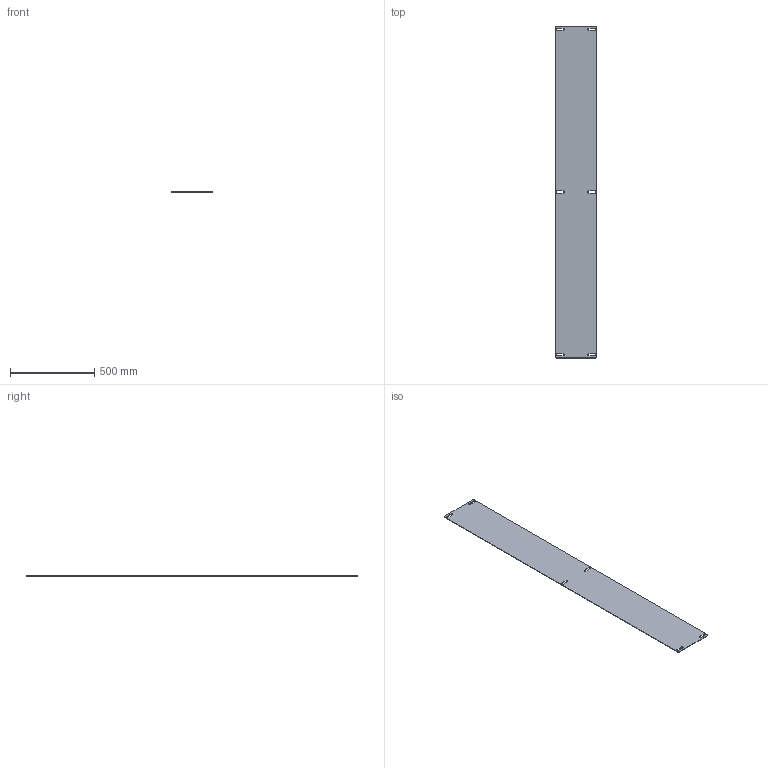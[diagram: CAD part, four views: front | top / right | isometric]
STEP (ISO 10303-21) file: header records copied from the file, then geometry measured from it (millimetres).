
FILE_DESCRIPTION (( 'STEP AP214' ), '1' );
FILE_NAME ('SCE-90FPGALV.STEP', '2024-04-11T15:46:45', ( '' ), ( '' ), 'SwSTEP 2.0', 'SolidWorks 2023', '' );
FILE_SCHEMA (( 'AUTOMOTIVE_DESIGN' ));
Length unit declared in the file: inch
Products named in the file (1): SCE-90FPGALV
Bounding box: 247.65 x 1973.26 x 3.17 mm (x, y, z)
Volume: 1539813.3 mm3; surface area: 986241 mm2
Topology: 1 solids, 1 shells, 46 faces, 132 edges, 88 vertices
Faces by surface type: plane 30, cylinder 16
Entity records: 1559 total; most frequent: CARTESIAN_POINT 267, ORIENTED_EDGE 264, DIRECTION 258, EDGE_CURVE 132, LINE 100, VECTOR 100, VERTEX_POINT 88, AXIS2_PLACEMENT_3D 79
